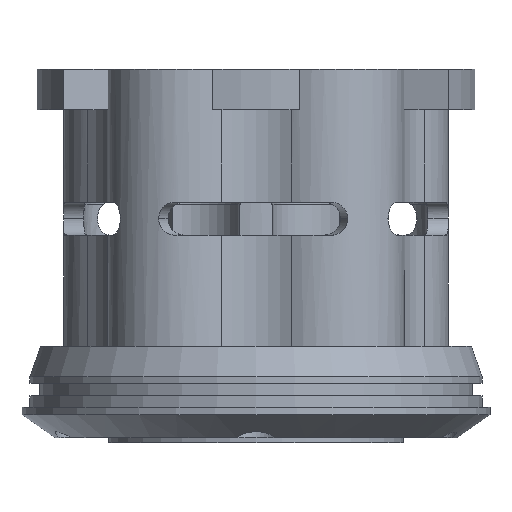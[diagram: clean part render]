
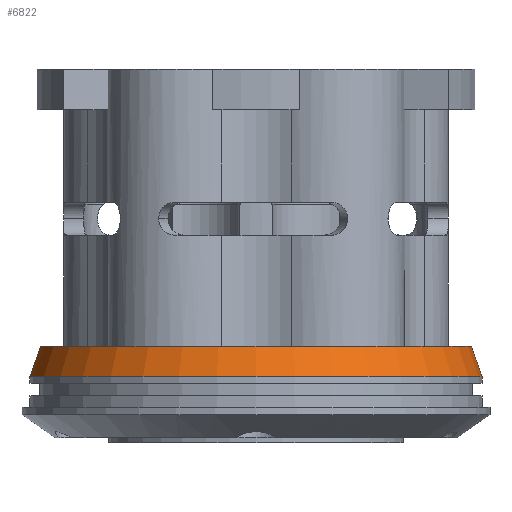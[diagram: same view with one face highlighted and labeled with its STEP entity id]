
A CAD part, front view. The second image highlights one B-rep face of the part: STEP entity #6822.
In plain terms, the highlighted conical face has half-angle 19.256 degrees and reference radius 2711.5 mm.
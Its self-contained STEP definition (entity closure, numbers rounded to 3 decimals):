
#1706=CARTESIAN_POINT('POINT145',(2777.,0.,
   812.));
#1707=VERTEX_POINT('VERTEX145',#1706);
#1714=CARTESIAN_POINT('POINT146',(-2777.,
   0.,812.));
#1715=VERTEX_POINT('VERTEX146',#1714);
#1716=CARTESIAN_POINT('POS165',(0.,0.,812.)
   );
#1717=DIRECTION('DIR248',(0.,0.,1.));
#1718=DIRECTION('DIR249',(1.,0.,0.));
#1719=AXIS2_PLACEMENT_3D('AXIS84',#1716,#1717,#1718);
#1720=CIRCLE('ELLIPSE53',#1719,2777.);
#1721=EDGE_CURVE('EDGE171',#1715,#1707,#1720,.T.);
#6791=CARTESIAN_POINT('POINT358',(-2646.,
   0.,1187.));
#6792=VERTEX_POINT('VERTEX358',#6791);
#6793=CARTESIAN_POINT('POS529',(-2711.5,0.,
   999.5));
#6794=DIRECTION('DIR838',(-0.33,0.,
   -0.944));
#6795=VECTOR('VEC220',#6794,1.);
#6796=LINE('STRAIGHT220',#6793,#6795);
#6797=EDGE_CURVE('EDGE512',#6792,#1715,#6796,.T.);
#6798=ORIENTED_EDGE('COEDGE837',*,*,#6797,.T.);
#6799=ORIENTED_EDGE('COEDGE838',*,*,#1721,.T.);
#6800=CARTESIAN_POINT('POINT359',(2646.,0.,
   1187.));
#6801=VERTEX_POINT('VERTEX359',#6800);
#6802=CARTESIAN_POINT('POS530',(2711.5,0.,
   999.5));
#6803=DIRECTION('DIR839',(-0.33,0.,
   0.944));
#6804=VECTOR('VEC221',#6803,1.);
#6805=LINE('STRAIGHT221',#6802,#6804);
#6806=EDGE_CURVE('EDGE513',#1707,#6801,#6805,.T.);
#6807=ORIENTED_EDGE('COEDGE839',*,*,#6806,.T.);
#6808=CARTESIAN_POINT('POS531',(0.,0.,1187.));
#6809=DIRECTION('DIR840',(0.,0.,-1.));
#6810=DIRECTION('DIR841',(-1.,0.,0.));
#6811=AXIS2_PLACEMENT_3D('AXIS310',#6808,#6809,#6810);
#6812=CIRCLE('ELLIPSE181',#6811,2646.);
#6813=EDGE_CURVE('EDGE514',#6792,#6801,#6812,.F.);
#6814=ORIENTED_EDGE('COEDGE840',*,*,#6813,.F.);
#6815=EDGE_LOOP('NONE',(#6798,#6799,#6807,#6814));
#6816=FACE_BOUND('LOOP1',#6815,.T.);
#6817=CARTESIAN_POINT('POS532',(0.,0.,999.5));
#6818=DIRECTION('DIR842',(0.,0.,-1.));
#6819=DIRECTION('DIR843',(-1.,0.,0.));
#6820=AXIS2_PLACEMENT_3D('AXIS311',#6817,#6818,#6819);
#6821=CONICAL_SURFACE('CONE_SURF53',#6820,2711.5,
   0.336);
#6822=ADVANCED_FACE('FACE152',(#6816),#6821,.T.);
